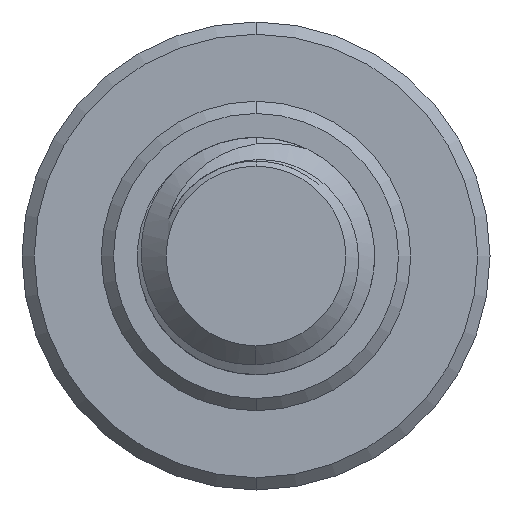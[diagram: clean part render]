
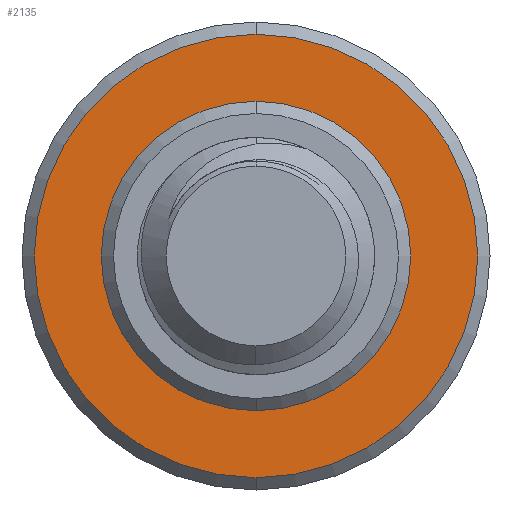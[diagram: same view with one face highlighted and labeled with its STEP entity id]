
A CAD part, front view. The second image highlights one B-rep face of the part: STEP entity #2135.
In plain terms, the highlighted planar face has unit normal (0, -1, 0).
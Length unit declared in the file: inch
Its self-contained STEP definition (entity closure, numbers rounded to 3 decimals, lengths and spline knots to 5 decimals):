
#156 = DIRECTION ( 'NONE',  ( 0., 0., 1. ) ) ;
#383 = DIRECTION ( 'NONE',  ( 0., 1., 0. ) ) ;
#398 = DIRECTION ( 'NONE',  ( 0., 1., 0. ) ) ;
#431 = AXIS2_PLACEMENT_3D ( 'NONE', #977, #383, #156 ) ;
#452 = CARTESIAN_POINT ( 'NONE',  ( 0., 0.59375, -0.1135 ) ) ;
#477 = EDGE_LOOP ( 'NONE', ( #1704, #1534 ) ) ;
#490 = CIRCLE ( 'NONE', #1313, 0.17766 ) ;
#556 = CIRCLE ( 'NONE', #915, 0.17766 ) ;
#752 = EDGE_CURVE ( 'NONE', #2131, #3535, #2089, .T. ) ;
#854 = FACE_OUTER_BOUND ( 'NONE', #477, .T. ) ;
#915 = AXIS2_PLACEMENT_3D ( 'NONE', #1962, #2764, #2225 ) ;
#977 = CARTESIAN_POINT ( 'NONE',  ( 0., 0.59375, 0. ) ) ;
#1226 = DIRECTION ( 'NONE',  ( 0., 0., 1. ) ) ;
#1313 = AXIS2_PLACEMENT_3D ( 'NONE', #2693, #3448, #3196 ) ;
#1360 = DIRECTION ( 'NONE',  ( 0., 0., 1. ) ) ;
#1399 = CARTESIAN_POINT ( 'NONE',  ( 0.1875, 0.59375, 0. ) ) ;
#1417 = DIRECTION ( 'NONE',  ( 0., 1., 0. ) ) ;
#1485 = CARTESIAN_POINT ( 'NONE',  ( 0., 0.59375, 0. ) ) ;
#1534 = ORIENTED_EDGE ( 'NONE', *, *, #3315, .T. ) ;
#1658 = CARTESIAN_POINT ( 'NONE',  ( 0., 0.59375, 0.1135 ) ) ;
#1697 = FACE_BOUND ( 'NONE', #3503, .T. ) ;
#1704 = ORIENTED_EDGE ( 'NONE', *, *, #2245, .T. ) ;
#1962 = CARTESIAN_POINT ( 'NONE',  ( 0., 0.59375, 0. ) ) ;
#2089 = CIRCLE ( 'NONE', #431, 0.1135 ) ;
#2131 = VERTEX_POINT ( 'NONE', #1658 ) ;
#2135 = ADVANCED_FACE ( 'NONE', ( #854, #1697 ), #2518, .F. ) ;
#2209 = CIRCLE ( 'NONE', #3085, 0.1135 ) ;
#2225 = DIRECTION ( 'NONE',  ( 0., 0., 1. ) ) ;
#2245 = EDGE_CURVE ( 'NONE', #3610, #3010, #490, .T. ) ;
#2285 = ORIENTED_EDGE ( 'NONE', *, *, #752, .T. ) ;
#2518 = PLANE ( 'NONE',  #3609 ) ;
#2693 = CARTESIAN_POINT ( 'NONE',  ( 0., 0.59375, 0. ) ) ;
#2764 = DIRECTION ( 'NONE',  ( 0., -1., 0. ) ) ;
#2943 = CARTESIAN_POINT ( 'NONE',  ( 0., 0.59375, 0.17766 ) ) ;
#3010 = VERTEX_POINT ( 'NONE', #3144 ) ;
#3043 = EDGE_CURVE ( 'NONE', #3535, #2131, #2209, .T. ) ;
#3085 = AXIS2_PLACEMENT_3D ( 'NONE', #1485, #398, #1226 ) ;
#3144 = CARTESIAN_POINT ( 'NONE',  ( 0., 0.59375, -0.17766 ) ) ;
#3196 = DIRECTION ( 'NONE',  ( 0., 0., 1. ) ) ;
#3229 = ORIENTED_EDGE ( 'NONE', *, *, #3043, .T. ) ;
#3315 = EDGE_CURVE ( 'NONE', #3010, #3610, #556, .T. ) ;
#3448 = DIRECTION ( 'NONE',  ( 0., -1., 0. ) ) ;
#3503 = EDGE_LOOP ( 'NONE', ( #2285, #3229 ) ) ;
#3535 = VERTEX_POINT ( 'NONE', #452 ) ;
#3609 = AXIS2_PLACEMENT_3D ( 'NONE', #1399, #1417, #1360 ) ;
#3610 = VERTEX_POINT ( 'NONE', #2943 ) ;
